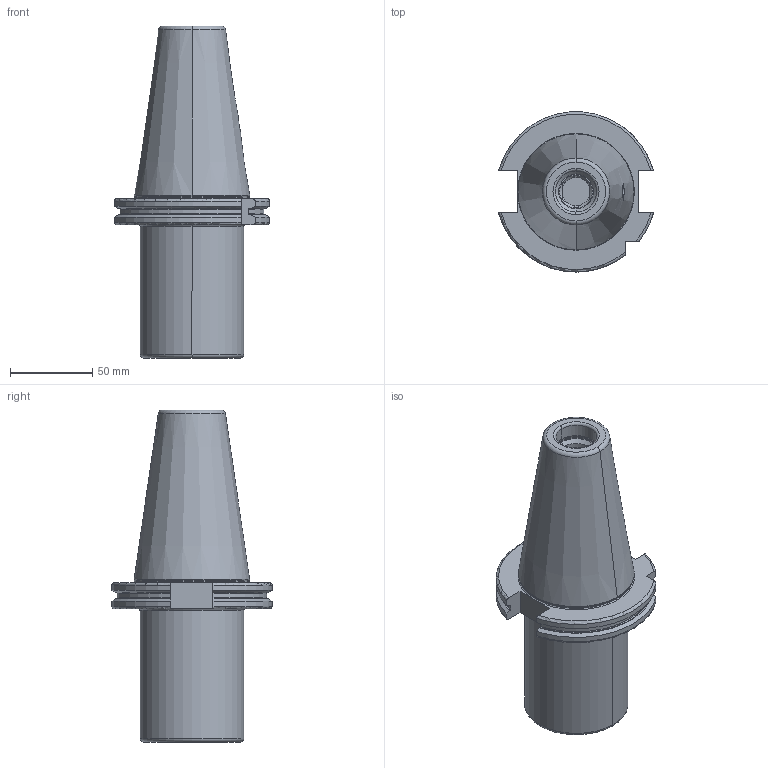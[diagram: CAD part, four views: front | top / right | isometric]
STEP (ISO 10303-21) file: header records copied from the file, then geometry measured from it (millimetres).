
FILE_DESCRIPTION((''),'2;1');
FILE_NAME('502_08_05','2020-09-26T',('104091'),(''),'CREO PARAMETRIC BY PTC INC, 2016260','CREO PARAMETRIC BY PTC INC, 2016260','');
FILE_SCHEMA(('CONFIG_CONTROL_DESIGN'));
Length unit declared in the file: millimetre
Products named in the file (1): 502_08_05
Bounding box: 94.05 x 97.31 x 201.75 mm (x, y, z)
Volume: 425188.6 mm3; surface area: 79147.4 mm2
Topology: 1 solids, 1 shells, 173 faces, 425 edges, 264 vertices
Faces by surface type: plane 53, cone 44, cylinder 42, torus 34
Entity records: 5530 total; most frequent: CARTESIAN_POINT 1397, DIRECTION 885, ORIENTED_EDGE 844, EDGE_CURVE 422, AXIS2_PLACEMENT_3D 362, VERTEX_POINT 262, EDGE_LOOP 188, CIRCLE 186
